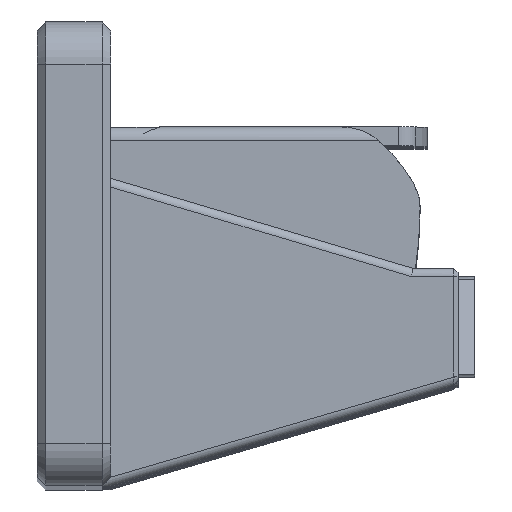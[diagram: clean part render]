
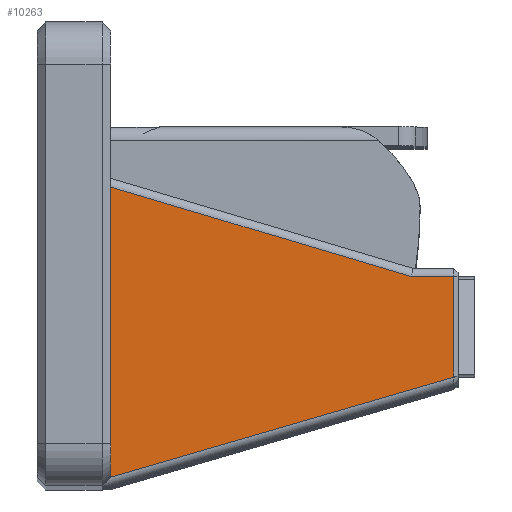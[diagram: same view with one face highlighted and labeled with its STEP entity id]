
A CAD part, top view. The second image highlights one B-rep face of the part: STEP entity #10263.
In plain terms, the highlighted planar face has unit normal (0, 0, 1).
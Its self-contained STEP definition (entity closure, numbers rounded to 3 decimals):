
#689=PLANE('',#11099);
#1176=FACE_OUTER_BOUND('',#1754,.T.);
#1754=EDGE_LOOP('',(#8992,#8993,#8994,#8995,#8996,#8997));
#2545=LINE('',#16018,#3501);
#2839=LINE('',#17754,#3795);
#2858=LINE('',#17921,#3814);
#2859=LINE('',#17924,#3815);
#2860=LINE('',#17925,#3816);
#3501=VECTOR('',#12490,10.);
#3795=VECTOR('',#13338,10.);
#3814=VECTOR('',#13387,10.);
#3815=VECTOR('',#13390,10.);
#3816=VECTOR('',#13391,10.);
#4114=B_SPLINE_CURVE_WITH_KNOTS('',3,(#17795,#17796,#17797,#17798),
 .UNSPECIFIED.,.F.,.F.,(4,4),(-1.571,-1.432),
 .UNSPECIFIED.);
#4680=VERTEX_POINT('',#16015);
#4681=VERTEX_POINT('',#16017);
#4990=VERTEX_POINT('',#17734);
#4991=VERTEX_POINT('',#17747);
#4994=VERTEX_POINT('',#17752);
#5012=VERTEX_POINT('',#17923);
#5886=EDGE_CURVE('',#4681,#4680,#2545,.T.);
#6373=EDGE_CURVE('',#4994,#4991,#2839,.T.);
#6386=EDGE_CURVE('',#4991,#4990,#4114,.T.);
#6406=EDGE_CURVE('',#4990,#4680,#2858,.T.);
#6407=EDGE_CURVE('',#5012,#4994,#2859,.T.);
#6408=EDGE_CURVE('',#4681,#5012,#2860,.T.);
#8992=ORIENTED_EDGE('',*,*,#6386,.F.);
#8993=ORIENTED_EDGE('',*,*,#6373,.F.);
#8994=ORIENTED_EDGE('',*,*,#6407,.F.);
#8995=ORIENTED_EDGE('',*,*,#6408,.F.);
#8996=ORIENTED_EDGE('',*,*,#5886,.T.);
#8997=ORIENTED_EDGE('',*,*,#6406,.F.);
#10263=ADVANCED_FACE('',(#1176),#689,.F.);
#11099=AXIS2_PLACEMENT_3D('',#17922,#13388,#13389);
#12490=DIRECTION('',(0.,-1.,0.));
#13338=DIRECTION('',(0.,-1.,0.));
#13387=DIRECTION('',(-0.96,-0.28,0.));
#13388=DIRECTION('center_axis',(0.,0.,-1.));
#13389=DIRECTION('ref_axis',(0.,1.,0.));
#13390=DIRECTION('',(1.,0.,0.));
#13391=DIRECTION('',(0.958,-0.285,0.));
#16015=CARTESIAN_POINT('',(5.393,-6.824,68.774));
#16017=CARTESIAN_POINT('',(5.393,6.947,68.774));
#16018=CARTESIAN_POINT('',(5.393,-1.74,68.774));
#17734=CARTESIAN_POINT('',(21.674,-2.078,68.774));
#17747=CARTESIAN_POINT('',(21.674,-2.019,68.774));
#17752=CARTESIAN_POINT('',(21.674,2.697,68.774));
#17754=CARTESIAN_POINT('',(21.674,-3.589,68.774));
#17795=CARTESIAN_POINT('Ctrl Pts',(21.674,-2.019,68.774));
#17796=CARTESIAN_POINT('Ctrl Pts',(21.674,-2.039,68.774));
#17797=CARTESIAN_POINT('Ctrl Pts',(21.674,-2.058,68.774));
#17798=CARTESIAN_POINT('Ctrl Pts',(21.674,-2.078,68.774));
#17921=CARTESIAN_POINT('',(11.916,-4.922,68.774));
#17922=CARTESIAN_POINT('Origin',(1.908,-7.24,68.774));
#17923=CARTESIAN_POINT('',(19.668,2.697,68.774));
#17924=CARTESIAN_POINT('',(11.891,2.697,68.774));
#17925=CARTESIAN_POINT('',(5.675,6.863,68.774));
